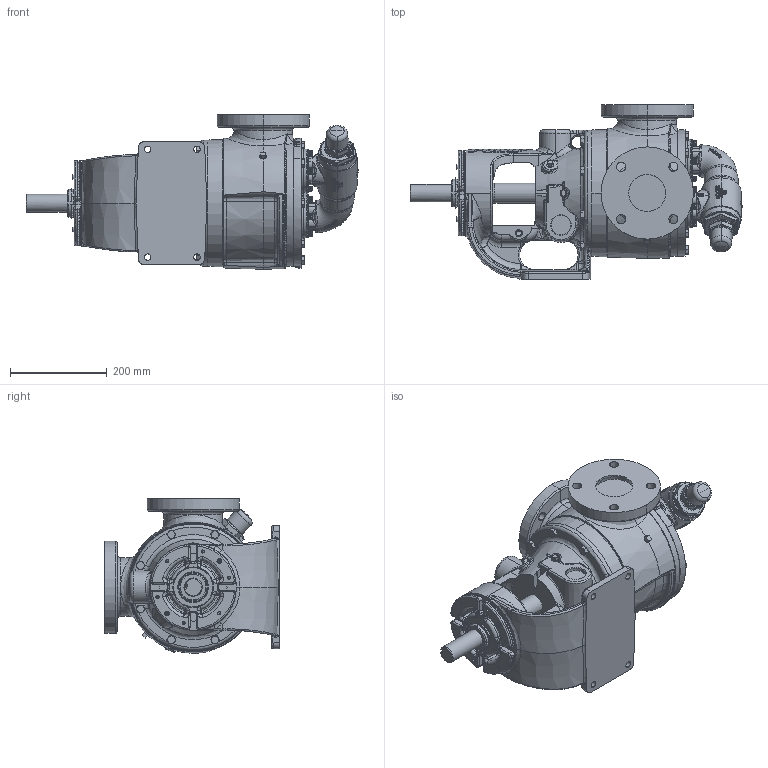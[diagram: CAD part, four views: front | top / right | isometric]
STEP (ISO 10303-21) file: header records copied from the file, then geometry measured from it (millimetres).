
FILE_DESCRIPTION (( 'STEP AP214' ), '1' );
FILE_NAME ('LS224A.STEP', '2016-10-12T16:16:03', ( '' ), ( '' ), 'SwSTEP 2.0', 'SolidWorks 2015', '' );
FILE_SCHEMA (( 'AUTOMOTIVE_DESIGN' ));
Length unit declared in the file: inch
Products named in the file (2): LS224A
Bounding box: 684.96 x 360.43 x 319.02 mm (x, y, z)
Volume: 20353119.4 mm3; surface area: 934174.4 mm2
Topology: 1 solids, 1 shells, 3707 faces, 9662 edges, 5941 vertices
Faces by surface type: plane 1093, bspline 929, cylinder 855, cone 514, torus 256, sphere 60
Entity records: 236465 total; most frequent: CARTESIAN_POINT 127546, ORIENTED_EDGE 19054, DIRECTION 14767, EDGE_CURVE 9527, AXIS2_PLACEMENT_3D 6141, VERTEX_POINT 5941, EDGE_LOOP 3880, FACE_OUTER_BOUND 3707
